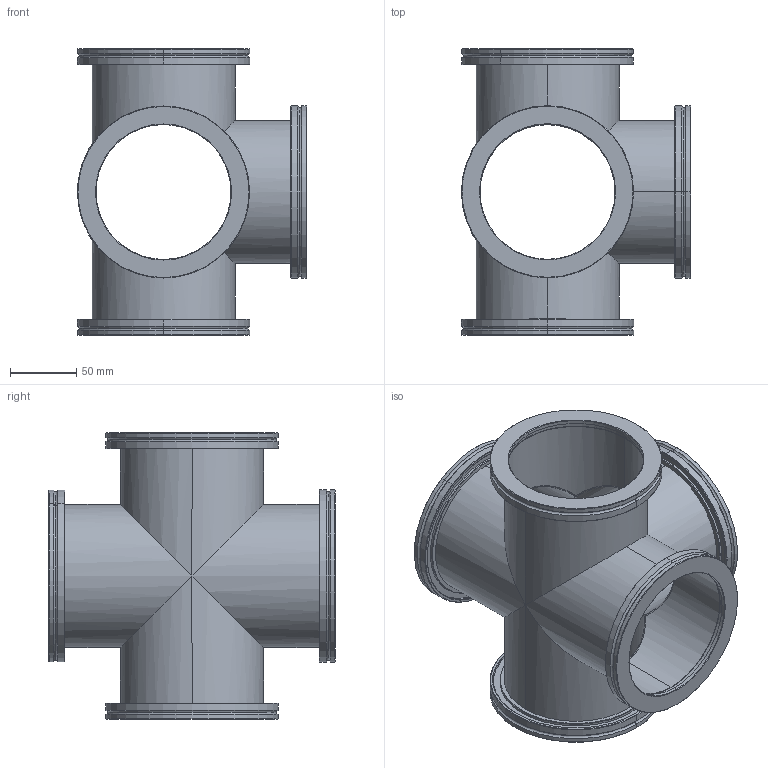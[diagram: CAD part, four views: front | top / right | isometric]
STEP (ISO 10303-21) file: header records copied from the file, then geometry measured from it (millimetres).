
FILE_DESCRIPTION (( 'STEP AP214' ), '1' );
FILE_NAME ('Hositrad_ISOX5-100.STEP', '2016-01-05T11:34:48', ( '' ), ( '' ), 'SwSTEP 2.0', 'SolidWorks 2015', '' );
FILE_SCHEMA (( 'AUTOMOTIVE_DESIGN' ));
Length unit declared in the file: millimetre
Products named in the file (3): ISO-K-Weld-All_ISO100-108; 5-wayCross108; Hositrad_ISOX5-100
Assembly tree (6 placements, depth 2):
  Hositrad_ISOX5-100
    5-wayCross108
    ISO-K-Weld-All_ISO100-108  x5
Bounding box: 173 x 216 x 216 mm (x, y, z)
Volume: 439682.4 mm3; surface area: 304830.9 mm2
Topology: 6 solids, 6 shells, 207 faces, 434 edges, 252 vertices
Faces by surface type: cylinder 90, cone 50, plane 35, torus 20, bspline 8, sphere 4
Entity records: 2694 total; most frequent: CARTESIAN_POINT 1060, DIRECTION 340, ORIENTED_EDGE 316, EDGE_CURVE 158, AXIS2_PLACEMENT_3D 148, VERTEX_POINT 92, EDGE_LOOP 82, CIRCLE 76
